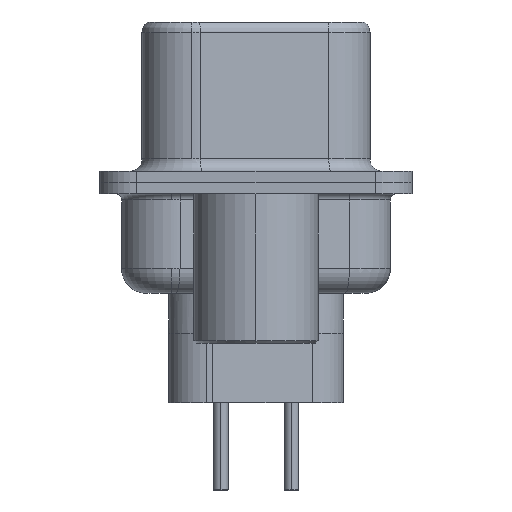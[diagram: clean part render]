
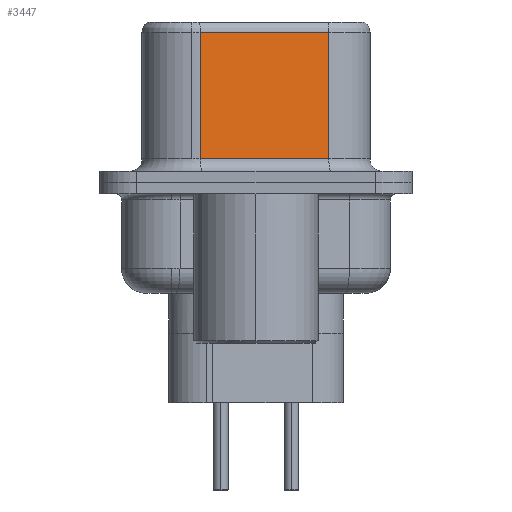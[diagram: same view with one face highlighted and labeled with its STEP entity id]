
A CAD part, left-side view. The second image highlights one B-rep face of the part: STEP entity #3447.
In plain terms, the highlighted planar face has unit normal (-0.985, -0.174, 0).
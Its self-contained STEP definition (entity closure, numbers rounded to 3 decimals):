
#623 = EDGE_CURVE ( 'NONE', #3477, #16144, #7800, .T. ) ;
#1547 = EDGE_CURVE ( 'NONE', #14285, #8205, #8070, .T. ) ;
#1929 = ORIENTED_EDGE ( 'NONE', *, *, #623, .T. ) ;
#2066 = VECTOR ( 'NONE', #16939, 1000. ) ;
#2460 = CARTESIAN_POINT ( 'NONE',  ( 3.665, 2.233, 6.02 ) ) ;
#3273 = PLANE ( 'NONE',  #15418 ) ;
#3447 = ADVANCED_FACE ( 'NONE', ( #11819 ), #3273, .F. ) ;
#3477 = VERTEX_POINT ( 'NONE', #19485 ) ;
#3785 = VECTOR ( 'NONE', #4182, 1000. ) ;
#4166 = DIRECTION ( 'NONE',  ( 0., 0., -1. ) ) ;
#4182 = DIRECTION ( 'NONE',  ( 0., 0., -1. ) ) ;
#5964 = LINE ( 'NONE', #13208, #3785 ) ;
#6162 = CARTESIAN_POINT ( 'NONE',  ( 4.575, -2.927, 0.95 ) ) ;
#6484 = EDGE_CURVE ( 'NONE', #16144, #14285, #5964, .T. ) ;
#6576 = DIRECTION ( 'NONE',  ( -0.174, 0.985, 0. ) ) ;
#7800 = LINE ( 'NONE', #20578, #20717 ) ;
#8070 = LINE ( 'NONE', #6162, #2066 ) ;
#8205 = VERTEX_POINT ( 'NONE', #17423 ) ;
#10514 = EDGE_CURVE ( 'NONE', #3477, #8205, #22053, .T. ) ;
#11233 = ORIENTED_EDGE ( 'NONE', *, *, #10514, .F. ) ;
#11645 = CARTESIAN_POINT ( 'NONE',  ( 3.665, 2.233, 0.95 ) ) ;
#11819 = FACE_OUTER_BOUND ( 'NONE', #15326, .T. ) ;
#13208 = CARTESIAN_POINT ( 'NONE',  ( 3.665, 2.233, 6.52 ) ) ;
#14285 = VERTEX_POINT ( 'NONE', #11645 ) ;
#15326 = EDGE_LOOP ( 'NONE', ( #11233, #1929, #15346, #20028 ) ) ;
#15346 = ORIENTED_EDGE ( 'NONE', *, *, #6484, .T. ) ;
#15418 = AXIS2_PLACEMENT_3D ( 'NONE', #22908, #19018, #6576 ) ;
#16144 = VERTEX_POINT ( 'NONE', #2460 ) ;
#16939 = DIRECTION ( 'NONE',  ( 0.174, -0.985, 0. ) ) ;
#17423 = CARTESIAN_POINT ( 'NONE',  ( 4.575, -2.927, 0.95 ) ) ;
#17892 = VECTOR ( 'NONE', #4166, 1000. ) ;
#18150 = CARTESIAN_POINT ( 'NONE',  ( 4.575, -2.927, 6.52 ) ) ;
#19018 = DIRECTION ( 'NONE',  ( 0.985, 0.174, 0. ) ) ;
#19230 = DIRECTION ( 'NONE',  ( -0.174, 0.985, 0. ) ) ;
#19485 = CARTESIAN_POINT ( 'NONE',  ( 4.575, -2.927, 6.02 ) ) ;
#20028 = ORIENTED_EDGE ( 'NONE', *, *, #1547, .T. ) ;
#20578 = CARTESIAN_POINT ( 'NONE',  ( 4.575, -2.927, 6.02 ) ) ;
#20717 = VECTOR ( 'NONE', #19230, 1000. ) ;
#22053 = LINE ( 'NONE', #18150, #17892 ) ;
#22908 = CARTESIAN_POINT ( 'NONE',  ( 4.575, -2.927, 6.52 ) ) ;
